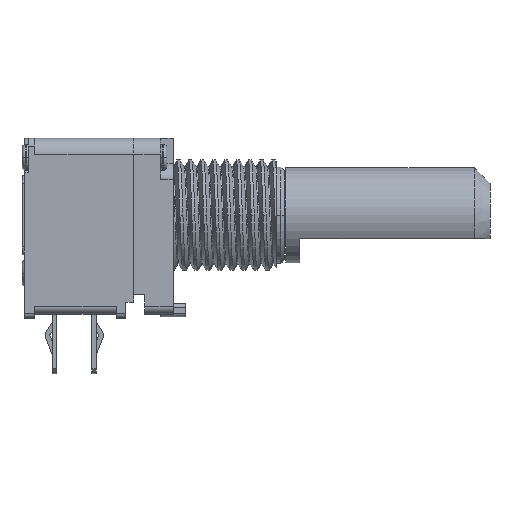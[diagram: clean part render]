
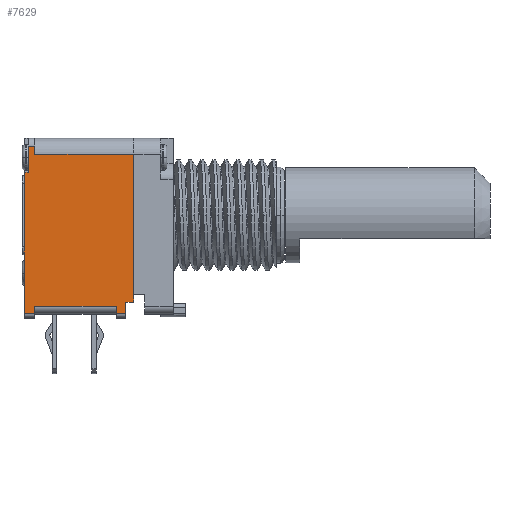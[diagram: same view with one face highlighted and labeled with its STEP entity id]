
A CAD part, left-side view. The second image highlights one B-rep face of the part: STEP entity #7629.
In plain terms, the highlighted planar face has unit normal (-1, 0, 0).
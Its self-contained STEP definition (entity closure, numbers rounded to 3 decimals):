
#2 = CARTESIAN_POINT ( 'NONE',  ( -4.75, 3.6, 0.3 ) ) ;
#5 = VERTEX_POINT ( 'NONE', #2 ) ;
#1128 = VERTEX_POINT ( 'NONE', #1958 ) ;
#1466 = EDGE_LOOP ( 'NONE', ( #9388, #9398, #9399, #9400, #9401, #9402, #9403, #9404, #2477, #2478, #2479, #2480, #2481, #2482, #2483 ) ) ;
#1718 = VERTEX_POINT ( 'NONE', #1983 ) ;
#1729 = VERTEX_POINT ( 'NONE', #1997 ) ;
#1730 = VERTEX_POINT ( 'NONE', #1998 ) ;
#1731 = VERTEX_POINT ( 'NONE', #1999 ) ;
#1736 = VERTEX_POINT ( 'NONE', #2004 ) ;
#1748 = VERTEX_POINT ( 'NONE', #2016 ) ;
#1766 = VERTEX_POINT ( 'NONE', #2034 ) ;
#1826 = VERTEX_POINT ( 'NONE', #2094 ) ;
#1832 = VERTEX_POINT ( 'NONE', #2100 ) ;
#1834 = VERTEX_POINT ( 'NONE', #2102 ) ;
#1836 = VERTEX_POINT ( 'NONE', #2104 ) ;
#1839 = VERTEX_POINT ( 'NONE', #2107 ) ;
#1846 = VERTEX_POINT ( 'NONE', #2114 ) ;
#1958 = CARTESIAN_POINT ( 'NONE',  ( -4.75, 3., 1. ) ) ;
#1983 = CARTESIAN_POINT ( 'NONE',  ( -4.75, 2.5, 1. ) ) ;
#1997 = CARTESIAN_POINT ( 'NONE',  ( -4.75, 9.15, 9.2 ) ) ;
#1998 = CARTESIAN_POINT ( 'NONE',  ( -4.75, 8.75, 10.85 ) ) ;
#1999 = CARTESIAN_POINT ( 'NONE',  ( -4.75, 2.5, 10.35 ) ) ;
#2004 = CARTESIAN_POINT ( 'NONE',  ( -4.75, 9.15, 10.85 ) ) ;
#2016 = CARTESIAN_POINT ( 'NONE',  ( -4.75, 2.5, 1.5 ) ) ;
#2034 = CARTESIAN_POINT ( 'NONE',  ( -4.75, 8.75, 10.35 ) ) ;
#2094 = CARTESIAN_POINT ( 'NONE',  ( -4.75, 9.4, 0.3 ) ) ;
#2100 = CARTESIAN_POINT ( 'NONE',  ( -4.75, 8.75, 0.75 ) ) ;
#2102 = CARTESIAN_POINT ( 'NONE',  ( -4.75, 9.4, 9.2 ) ) ;
#2104 = CARTESIAN_POINT ( 'NONE',  ( -4.75, 3.6, 0.75 ) ) ;
#2107 = CARTESIAN_POINT ( 'NONE',  ( -4.75, 8.75, 0.3 ) ) ;
#2114 = CARTESIAN_POINT ( 'NONE',  ( -4.75, 3., 0.3 ) ) ;
#2477 = ORIENTED_EDGE ( 'NONE', *, *, #11760, .T. ) ;
#2478 = ORIENTED_EDGE ( 'NONE', *, *, #11734, .T. ) ;
#2479 = ORIENTED_EDGE ( 'NONE', *, *, #11639, .T. ) ;
#2480 = ORIENTED_EDGE ( 'NONE', *, *, #11788, .T. ) ;
#2481 = ORIENTED_EDGE ( 'NONE', *, *, #11774, .T. ) ;
#2482 = ORIENTED_EDGE ( 'NONE', *, *, #11697, .F. ) ;
#2483 = ORIENTED_EDGE ( 'NONE', *, *, #11704, .T. ) ;
#2709 = AXIS2_PLACEMENT_3D ( 'NONE', #11232, #11243, #11244 ) ;
#3077 = FACE_OUTER_BOUND ( 'NONE', #1466, .T. ) ;
#4172 = LINE ( 'NONE', #4909, #4175 ) ;
#4175 = VECTOR ( 'NONE', #4913, 1000. ) ;
#4194 = LINE ( 'NONE', #4963, #4200 ) ;
#4200 = VECTOR ( 'NONE', #4966, 1000. ) ;
#4201 = LINE ( 'NONE', #4980, #4210 ) ;
#4204 = VECTOR ( 'NONE', #4982, 1000. ) ;
#4208 = LINE ( 'NONE', #4975, #4204 ) ;
#4210 = VECTOR ( 'NONE', #4984, 1000. ) ;
#4233 = LINE ( 'NONE', #5057, #4234 ) ;
#4234 = VECTOR ( 'NONE', #5058, 1000. ) ;
#4244 = LINE ( 'NONE', #5092, #4249 ) ;
#4249 = VECTOR ( 'NONE', #5096, 1000. ) ;
#4250 = LINE ( 'NONE', #5112, #4255 ) ;
#4255 = VECTOR ( 'NONE', #5113, 1000. ) ;
#4260 = LINE ( 'NONE', #5126, #4265 ) ;
#4265 = VECTOR ( 'NONE', #5130, 1000. ) ;
#4315 = LINE ( 'NONE', #5206, #4316 ) ;
#4316 = VECTOR ( 'NONE', #5207, 1000. ) ;
#4350 = LINE ( 'NONE', #5256, #4351 ) ;
#4351 = VECTOR ( 'NONE', #5257, 1000. ) ;
#4361 = LINE ( 'NONE', #5270, #4362 ) ;
#4362 = VECTOR ( 'NONE', #5271, 1000. ) ;
#4363 = VECTOR ( 'NONE', #5279, 1000. ) ;
#4365 = LINE ( 'NONE', #5272, #4363 ) ;
#4377 = VECTOR ( 'NONE', #5313, 1000. ) ;
#4383 = LINE ( 'NONE', #5307, #4377 ) ;
#4385 = LINE ( 'NONE', #5314, #4386 ) ;
#4386 = VECTOR ( 'NONE', #5315, 1000. ) ;
#4399 = VECTOR ( 'NONE', #5353, 1000. ) ;
#4402 = LINE ( 'NONE', #5352, #4399 ) ;
#4909 = CARTESIAN_POINT ( 'NONE',  ( -4.75, 2.5, 0.75 ) ) ;
#4913 = DIRECTION ( 'NONE',  ( 0., -1., 0. ) ) ;
#4963 = CARTESIAN_POINT ( 'NONE',  ( -4.75, 2.5, 11.35 ) ) ;
#4966 = DIRECTION ( 'NONE',  ( 0., 0., -1. ) ) ;
#4975 = CARTESIAN_POINT ( 'NONE',  ( -4.75, 9.4, 10.85 ) ) ;
#4980 = CARTESIAN_POINT ( 'NONE',  ( -4.75, 2.5, 1.5 ) ) ;
#4982 = DIRECTION ( 'NONE',  ( 0., -1., 0. ) ) ;
#4984 = DIRECTION ( 'NONE',  ( 0., 0., 1. ) ) ;
#5057 = CARTESIAN_POINT ( 'NONE',  ( -4.75, -12.885, 10.35 ) ) ;
#5058 = DIRECTION ( 'NONE',  ( 0., 1., 0. ) ) ;
#5092 = CARTESIAN_POINT ( 'NONE',  ( -4.75, 9.4, 10.85 ) ) ;
#5096 = DIRECTION ( 'NONE',  ( 0., 0., 1. ) ) ;
#5112 = CARTESIAN_POINT ( 'NONE',  ( -4.75, 3., 11.35 ) ) ;
#5113 = DIRECTION ( 'NONE',  ( 0., 0., -1. ) ) ;
#5126 = CARTESIAN_POINT ( 'NONE',  ( -4.75, 2.5, 1. ) ) ;
#5130 = DIRECTION ( 'NONE',  ( 0., -1., 0. ) ) ;
#5206 = CARTESIAN_POINT ( 'NONE',  ( -4.75, 8.75, 10.85 ) ) ;
#5207 = DIRECTION ( 'NONE',  ( 0., 0., 1. ) ) ;
#5256 = CARTESIAN_POINT ( 'NONE',  ( -4.75, 5.881, 9.2 ) ) ;
#5257 = DIRECTION ( 'NONE',  ( 0., 1., 0. ) ) ;
#5270 = CARTESIAN_POINT ( 'NONE',  ( -4.75, 9.4, 0.3 ) ) ;
#5271 = DIRECTION ( 'NONE',  ( 0., -1., 0. ) ) ;
#5272 = CARTESIAN_POINT ( 'NONE',  ( -4.75, 8.75, 10.85 ) ) ;
#5279 = DIRECTION ( 'NONE',  ( 0., 0., 1. ) ) ;
#5307 = CARTESIAN_POINT ( 'NONE',  ( -4.75, 2.5, 0.3 ) ) ;
#5313 = DIRECTION ( 'NONE',  ( 0., -1., 0. ) ) ;
#5314 = CARTESIAN_POINT ( 'NONE',  ( -4.75, 9.15, 9.2 ) ) ;
#5315 = DIRECTION ( 'NONE',  ( 0., 0., -1. ) ) ;
#5352 = CARTESIAN_POINT ( 'NONE',  ( -4.75, 3.6, -1.074 ) ) ;
#5353 = DIRECTION ( 'NONE',  ( 0., 0., -1. ) ) ;
#7629 = ADVANCED_FACE ( 'NONE', ( #3077 ), #11234, .T. ) ;
#9388 = ORIENTED_EDGE ( 'NONE', *, *, #11657, .F. ) ;
#9398 = ORIENTED_EDGE ( 'NONE', *, *, #11664, .T. ) ;
#9399 = ORIENTED_EDGE ( 'NONE', *, *, #11681, .T. ) ;
#9400 = ORIENTED_EDGE ( 'NONE', *, *, #11763, .T. ) ;
#9401 = ORIENTED_EDGE ( 'NONE', *, *, #11663, .F. ) ;
#9402 = ORIENTED_EDGE ( 'NONE', *, *, #11775, .T. ) ;
#9403 = ORIENTED_EDGE ( 'NONE', *, *, #11754, .T. ) ;
#9404 = ORIENTED_EDGE ( 'NONE', *, *, #11693, .F. ) ;
#11232 = CARTESIAN_POINT ( 'NONE',  ( -4.75, -13.085, 1.5 ) ) ;
#11234 = PLANE ( 'NONE',  #2709 ) ;
#11243 = DIRECTION ( 'NONE',  ( -1., 0., 0. ) ) ;
#11244 = DIRECTION ( 'NONE',  ( 0., 0., -1. ) ) ;
#11639 = EDGE_CURVE ( 'NONE', #1832, #1836, #4172, .T. ) ;
#11657 = EDGE_CURVE ( 'NONE', #1748, #1718, #4194, .T. ) ;
#11663 = EDGE_CURVE ( 'NONE', #1736, #1730, #4208, .T. ) ;
#11664 = EDGE_CURVE ( 'NONE', #1748, #1731, #4201, .T. ) ;
#11681 = EDGE_CURVE ( 'NONE', #1731, #1766, #4233, .T. ) ;
#11693 = EDGE_CURVE ( 'NONE', #1826, #1834, #4244, .T. ) ;
#11697 = EDGE_CURVE ( 'NONE', #1128, #1846, #4250, .T. ) ;
#11704 = EDGE_CURVE ( 'NONE', #1128, #1718, #4260, .T. ) ;
#11734 = EDGE_CURVE ( 'NONE', #1839, #1832, #4315, .T. ) ;
#11754 = EDGE_CURVE ( 'NONE', #1729, #1834, #4350, .T. ) ;
#11760 = EDGE_CURVE ( 'NONE', #1826, #1839, #4361, .T. ) ;
#11763 = EDGE_CURVE ( 'NONE', #1766, #1730, #4365, .T. ) ;
#11774 = EDGE_CURVE ( 'NONE', #5, #1846, #4383, .T. ) ;
#11775 = EDGE_CURVE ( 'NONE', #1736, #1729, #4385, .T. ) ;
#11788 = EDGE_CURVE ( 'NONE', #1836, #5, #4402, .T. ) ;
